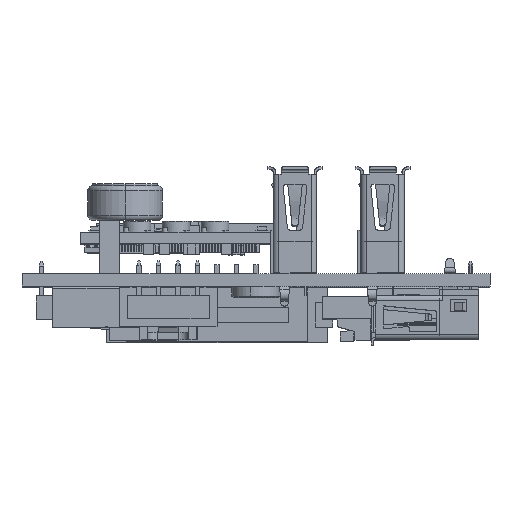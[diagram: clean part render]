
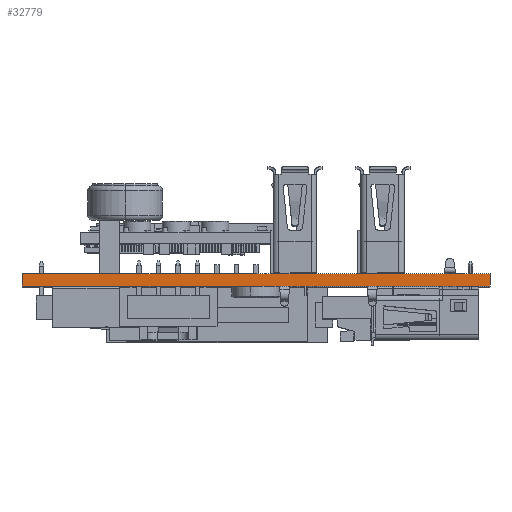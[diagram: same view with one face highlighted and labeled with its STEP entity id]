
A CAD part, top view. The second image highlights one B-rep face of the part: STEP entity #32779.
In plain terms, the highlighted planar face has unit normal (0, 0, 1).
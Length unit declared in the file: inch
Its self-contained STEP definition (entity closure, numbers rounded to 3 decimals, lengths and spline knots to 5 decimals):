
#4816 = CARTESIAN_POINT ( 'NONE',  ( 2.4, 0., 0. ) ) ;
#4823 = CARTESIAN_POINT ( 'NONE',  ( 0., 0., 0. ) ) ;
#8239 = VERTEX_POINT ( 'NONE', #4816 ) ;
#8246 = VERTEX_POINT ( 'NONE', #4823 ) ;
#10897 = VERTEX_POINT ( 'NONE', #21507 ) ;
#11257 = VERTEX_POINT ( 'NONE', #21897 ) ;
#20481 = CARTESIAN_POINT ( 'NONE',  ( 0., 0.062, 0. ) ) ;
#20493 = CARTESIAN_POINT ( 'NONE',  ( 0., 0., 0. ) ) ;
#20495 = DIRECTION ( 'NONE',  ( 1., 0., 0. ) ) ;
#20497 = CARTESIAN_POINT ( 'NONE',  ( 2.4, 0.062, 0. ) ) ;
#20500 = DIRECTION ( 'NONE',  ( 0., -1., 0. ) ) ;
#20502 = DIRECTION ( 'NONE',  ( 1., 0., 0. ) ) ;
#21345 = LINE ( 'NONE', #20481, #21354 ) ;
#21347 = LINE ( 'NONE', #20493, #21350 ) ;
#21349 = LINE ( 'NONE', #20497, #21352 ) ;
#21350 = VECTOR ( 'NONE', #20495, 39.37008 ) ;
#21352 = VECTOR ( 'NONE', #20500, 39.37008 ) ;
#21354 = VECTOR ( 'NONE', #20502, 39.37008 ) ;
#21507 = CARTESIAN_POINT ( 'NONE',  ( 0., 0.062, 0. ) ) ;
#21897 = CARTESIAN_POINT ( 'NONE',  ( 2.4, 0.062, 0. ) ) ;
#25348 = EDGE_CURVE ( 'NONE', #10897, #8246, #51133, .T. ) ;
#32779 = ADVANCED_FACE ( 'NONE', ( #87745 ), #43362, .F. ) ;
#33382 = ORIENTED_EDGE ( 'NONE', *, *, #41417, .T. ) ;
#33384 = ORIENTED_EDGE ( 'NONE', *, *, #41419, .F. ) ;
#33386 = ORIENTED_EDGE ( 'NONE', *, *, #41420, .F. ) ;
#33388 = ORIENTED_EDGE ( 'NONE', *, *, #25348, .T. ) ;
#41417 = EDGE_CURVE ( 'NONE', #8246, #8239, #21347, .T. ) ;
#41419 = EDGE_CURVE ( 'NONE', #11257, #8239, #21349, .T. ) ;
#41420 = EDGE_CURVE ( 'NONE', #10897, #11257, #21345, .T. ) ;
#43350 = DIRECTION ( 'NONE',  ( 0., 0., -1. ) ) ;
#43357 = CARTESIAN_POINT ( 'NONE',  ( 0., 0.062, 0. ) ) ;
#43362 = PLANE ( 'NONE',  #82651 ) ;
#43366 = DIRECTION ( 'NONE',  ( -1., 0., 0. ) ) ;
#51133 = LINE ( 'NONE', #90568, #51139 ) ;
#51139 = VECTOR ( 'NONE', #90567, 39.37008 ) ;
#59809 = EDGE_LOOP ( 'NONE', ( #33382, #33384, #33386, #33388 ) ) ;
#82651 = AXIS2_PLACEMENT_3D ( 'NONE', #43357, #43350, #43366 ) ;
#87745 = FACE_OUTER_BOUND ( 'NONE', #59809, .T. ) ;
#90567 = DIRECTION ( 'NONE',  ( 0., -1., 0. ) ) ;
#90568 = CARTESIAN_POINT ( 'NONE',  ( 0., 0.062, 0. ) ) ;
